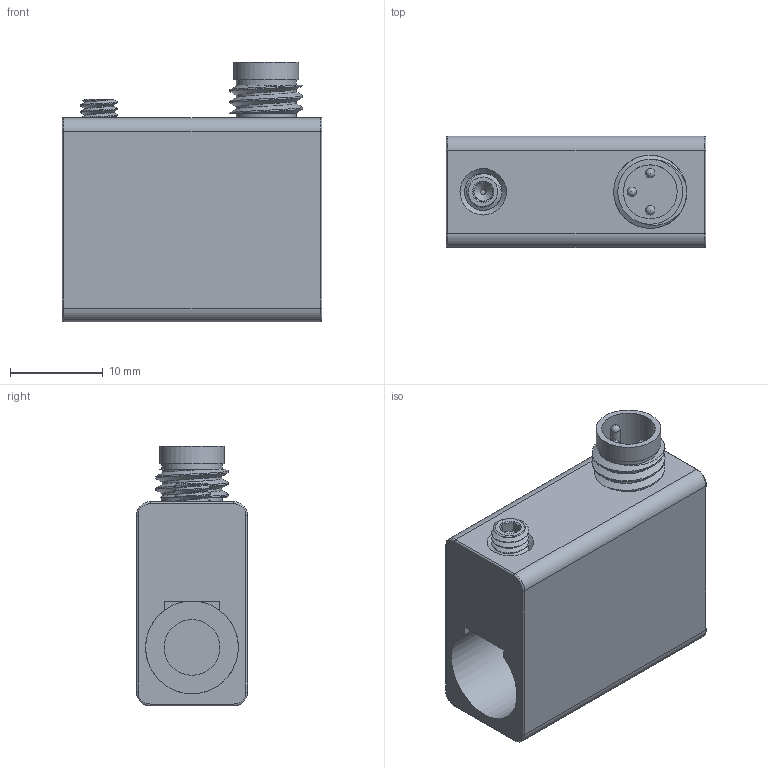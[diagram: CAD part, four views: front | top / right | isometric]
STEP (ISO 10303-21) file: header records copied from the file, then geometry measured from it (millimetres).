
FILE_DESCRIPTION(/* description */ (''),/* implementation_level */ '2;1');
FILE_NAME(/* name */ 'b79fa4c6-53c4-42af-ba72-e49a8a490cf8.stp',/* time_stamp */ '2019-10-22T12:21:18+00:00',/* author */ (''),/* organization */ (''),/* preprocessor_version */ 'ST-DEVELOPER v18',/* originating_system */ 'Autodesk Translation Framework v8.6.0.1094',/* authorisation */ '');
FILE_SCHEMA (('AUTOMOTIVE_DESIGN { 1 0 10303 214 3 1 1 }'));
Length unit declared in the file: millimetre
Products named in the file (4): QE-022-PS-11L; Body; Set screw M4; 3 pin slot
Assembly tree (3 placements, depth 2):
  QE-022-PS-11L
    Body
    Set screw M4
    3 pin slot
Bounding box: 28 x 12 x 28 mm (x, y, z)
Volume: 6371.6 mm3; surface area: 3544.5 mm2
Topology: 6 solids, 6 shells, 143 faces, 340 edges, 209 vertices
Faces by surface type: cylinder 76, plane 38, cone 11, torus 8, bspline 7, sphere 3
Full cylindrical faces by diameter (mm): 1 x3, 3.332 x16, 4 x11, 4.109 x15, 5.8 x1, 6 x1, 6.446 x2, 6.5 x2, 7 x1, 7.866 x2, 10 x1
Entity records: 8921 total; most frequent: CARTESIAN_POINT 5725, ORIENTED_EDGE 672, DIRECTION 588, EDGE_CURVE 336, AXIS2_PLACEMENT_3D 236, VERTEX_POINT 209, EDGE_LOOP 151, FACE_OUTER_BOUND 143
